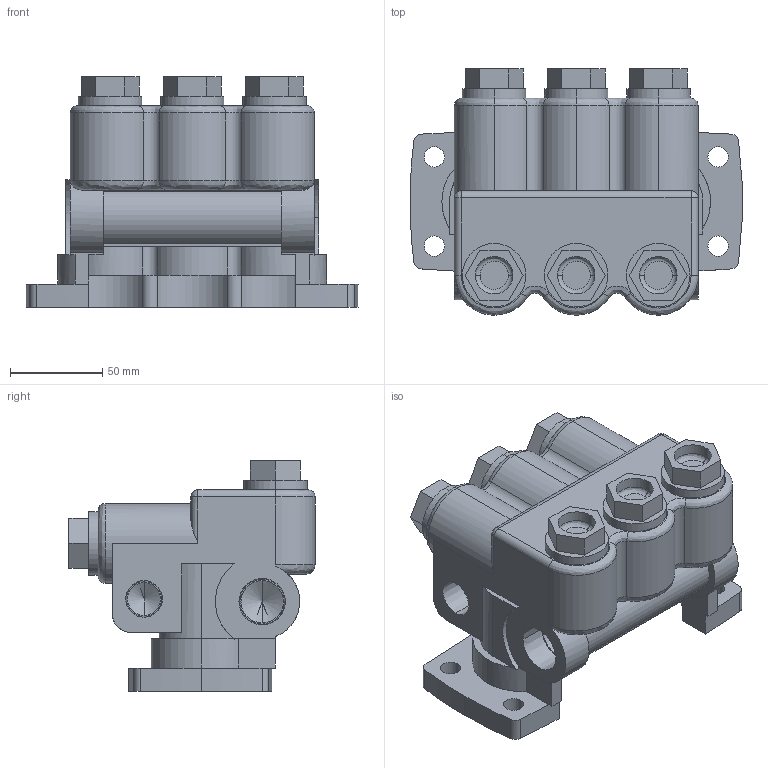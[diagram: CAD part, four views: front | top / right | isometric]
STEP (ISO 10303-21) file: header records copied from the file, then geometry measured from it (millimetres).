
FILE_DESCRIPTION (( 'STEP AP203' ), '1' );
FILE_NAME ('Manifold_Default_sldprt.STEP', '2017-11-24T15:35:57', ( '' ), ( '' ), 'SwSTEP 2.0', 'SolidWorks 2017', '' );
FILE_SCHEMA (( 'CONFIG_CONTROL_DESIGN' ));
Length unit declared in the file: inch
Products named in the file (1): Manifold_Default_sldprt
Bounding box: 179.87 x 133.48 x 125.09 mm (x, y, z)
Volume: 1146960.8 mm3; surface area: 115762.9 mm2
Topology: 1 solids, 1 shells, 259 faces, 648 edges, 407 vertices
Faces by surface type: cylinder 105, plane 99, bspline 39, cone 16
Entity records: 9750 total; most frequent: CARTESIAN_POINT 3549, DIRECTION 1302, ORIENTED_EDGE 1276, EDGE_CURVE 638, AXIS2_PLACEMENT_3D 492, VERTEX_POINT 407, VECTOR 318, LINE 318
